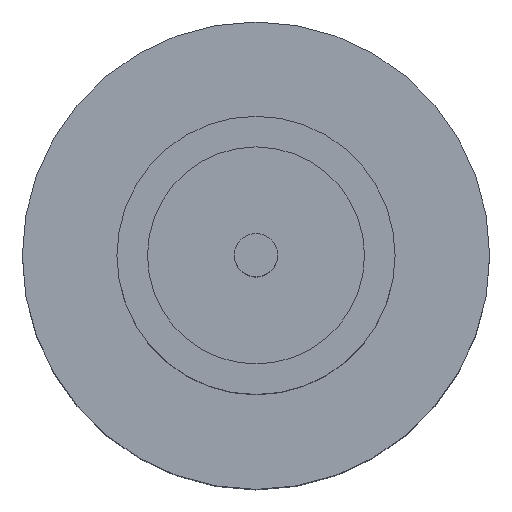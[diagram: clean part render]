
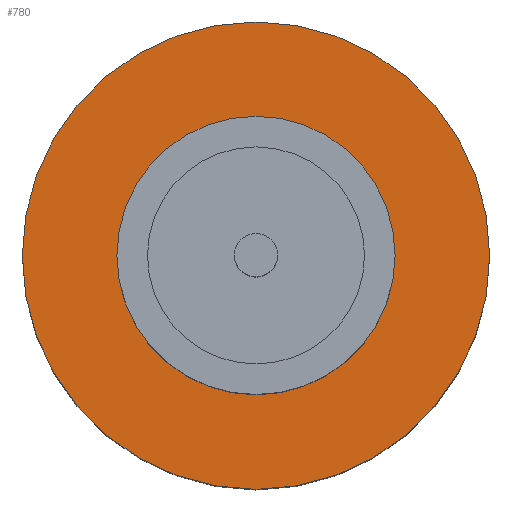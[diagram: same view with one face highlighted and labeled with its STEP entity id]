
A CAD part, top view. The second image highlights one B-rep face of the part: STEP entity #780.
In plain terms, the highlighted planar face has unit normal (0, 0, 1).
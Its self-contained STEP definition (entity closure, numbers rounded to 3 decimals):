
#14 = CARTESIAN_POINT ( 'NONE',  ( 2.1, 0., 1.55 ) ) ;
#21 = AXIS2_PLACEMENT_3D ( 'NONE', #933, #208, #119 ) ;
#28 = VERTEX_POINT ( 'NONE', #14 ) ;
#29 = EDGE_CURVE ( 'NONE', #109, #28, #524, .T. ) ;
#88 = DIRECTION ( 'NONE',  ( 1., 0., 0. ) ) ;
#109 = VERTEX_POINT ( 'NONE', #851 ) ;
#119 = DIRECTION ( 'NONE',  ( 1., 0., 0. ) ) ;
#148 = ORIENTED_EDGE ( 'NONE', *, *, #29, .T. ) ;
#180 = DIRECTION ( 'NONE',  ( 1., 0., 0. ) ) ;
#194 = CIRCLE ( 'NONE', #449, 1.25 ) ;
#196 = CARTESIAN_POINT ( 'NONE',  ( -1.25, 0., 1.55 ) ) ;
#208 = DIRECTION ( 'NONE',  ( 0., 0., 1. ) ) ;
#248 = EDGE_CURVE ( 'NONE', #540, #744, #194, .T. ) ;
#309 = FACE_BOUND ( 'NONE', #406, .T. ) ;
#367 = FACE_OUTER_BOUND ( 'NONE', #695, .T. ) ;
#377 = AXIS2_PLACEMENT_3D ( 'NONE', #801, #496, #708 ) ;
#406 = EDGE_LOOP ( 'NONE', ( #781, #747 ) ) ;
#407 = CARTESIAN_POINT ( 'NONE',  ( 1.25, 0., 1.55 ) ) ;
#449 = AXIS2_PLACEMENT_3D ( 'NONE', #953, #583, #651 ) ;
#474 = CARTESIAN_POINT ( 'NONE',  ( 0., 0., 1.55 ) ) ;
#496 = DIRECTION ( 'NONE',  ( 0., 0., 1. ) ) ;
#501 = EDGE_CURVE ( 'NONE', #744, #540, #926, .T. ) ;
#524 = CIRCLE ( 'NONE', #652, 2.1 ) ;
#534 = CIRCLE ( 'NONE', #21, 2.1 ) ;
#540 = VERTEX_POINT ( 'NONE', #407 ) ;
#583 = DIRECTION ( 'NONE',  ( 0., 0., 1. ) ) ;
#584 = ORIENTED_EDGE ( 'NONE', *, *, #627, .T. ) ;
#627 = EDGE_CURVE ( 'NONE', #28, #109, #534, .T. ) ;
#651 = DIRECTION ( 'NONE',  ( 1., 0., 0. ) ) ;
#652 = AXIS2_PLACEMENT_3D ( 'NONE', #900, #768, #88 ) ;
#695 = EDGE_LOOP ( 'NONE', ( #148, #584 ) ) ;
#708 = DIRECTION ( 'NONE',  ( 1., 0., 0. ) ) ;
#723 = PLANE ( 'NONE',  #377 ) ;
#744 = VERTEX_POINT ( 'NONE', #196 ) ;
#747 = ORIENTED_EDGE ( 'NONE', *, *, #501, .F. ) ;
#768 = DIRECTION ( 'NONE',  ( 0., 0., 1. ) ) ;
#780 = ADVANCED_FACE ( 'NONE', ( #309, #367 ), #723, .T. ) ;
#781 = ORIENTED_EDGE ( 'NONE', *, *, #248, .F. ) ;
#785 = DIRECTION ( 'NONE',  ( 0., 0., 1. ) ) ;
#796 = AXIS2_PLACEMENT_3D ( 'NONE', #474, #785, #180 ) ;
#801 = CARTESIAN_POINT ( 'NONE',  ( 0., 0., 1.55 ) ) ;
#851 = CARTESIAN_POINT ( 'NONE',  ( -2.1, 0., 1.55 ) ) ;
#900 = CARTESIAN_POINT ( 'NONE',  ( 0., 0., 1.55 ) ) ;
#926 = CIRCLE ( 'NONE', #796, 1.25 ) ;
#933 = CARTESIAN_POINT ( 'NONE',  ( 0., 0., 1.55 ) ) ;
#953 = CARTESIAN_POINT ( 'NONE',  ( 0., 0., 1.55 ) ) ;
